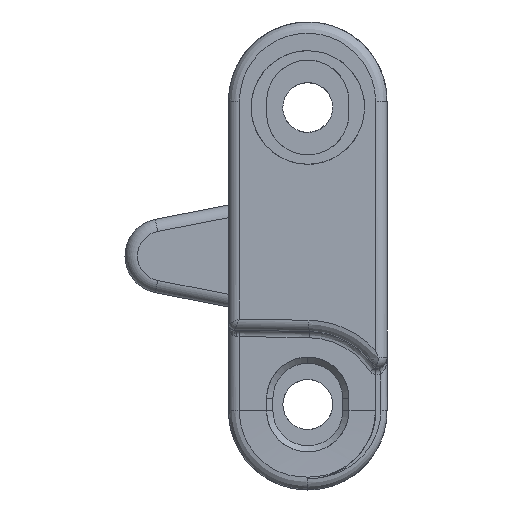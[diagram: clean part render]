
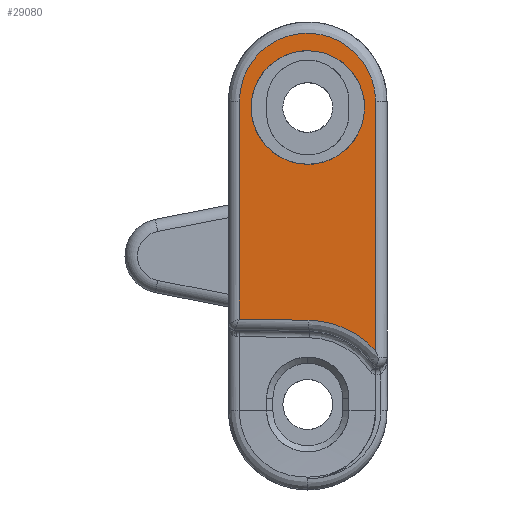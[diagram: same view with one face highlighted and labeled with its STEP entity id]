
A CAD part, left-side view. The second image highlights one B-rep face of the part: STEP entity #29080.
In plain terms, the highlighted planar face has unit normal (-0.999, 0.035, 0).
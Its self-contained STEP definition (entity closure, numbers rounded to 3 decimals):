
#629 = CARTESIAN_POINT ( 'NONE',  ( -56.737, -0.869, 23.3 ) ) ;
#1063 = CARTESIAN_POINT ( 'NONE',  ( -56.928, -6.35, 16.45 ) ) ;
#1199 = CARTESIAN_POINT ( 'NONE',  ( -57.117, -11.769, 12.4 ) ) ;
#1637 = LINE ( 'NONE', #34657, #36455 ) ;
#1980 = CARTESIAN_POINT ( 'NONE',  ( -57.117, -11.769, -7.568 ) ) ;
#2611 = EDGE_CURVE ( 'NONE', #35451, #10464, #34313, .T. ) ;
#2864 = ORIENTED_EDGE ( 'NONE', *, *, #8037, .T. ) ;
#2870 = CARTESIAN_POINT ( 'NONE',  ( -57.117, -11.769, -7.568 ) ) ;
#2960 = ORIENTED_EDGE ( 'NONE', *, *, #23516, .F. ) ;
#3664 = CARTESIAN_POINT ( 'NONE',  ( -57.15, -12.7, 21. ) ) ;
#4113 = LINE ( 'NONE', #30990, #34328 ) ;
#5303 = CARTESIAN_POINT ( 'NONE',  ( -56.928, -6.35, 16.45 ) ) ;
#7002 = PLANE ( 'NONE',  #33621 ) ;
#7121 = CARTESIAN_POINT ( 'NONE',  ( -56.737, -0.869, 12.4 ) ) ;
#8037 = EDGE_CURVE ( 'NONE', #13593, #13497, #26002, .T. ) ;
#9582 = FACE_BOUND ( 'NONE', #13262, .T. ) ;
#10464 = VERTEX_POINT ( 'NONE', #37508 ) ;
#10491 = CARTESIAN_POINT ( 'NONE',  ( -57.069, -10.385, -6.04 ) ) ;
#11604 = CARTESIAN_POINT ( 'NONE',  ( -57.246, -15.45, 7.35 ) ) ;
#11985 = EDGE_CURVE ( 'NONE', #32380, #21822, #32402, .T. ) ;
#12732 = DIRECTION ( 'NONE',  ( -0.035, -0.999, 0. ) ) ;
#13244 = CARTESIAN_POINT ( 'NONE',  ( -56.737, -0.869, -5.054 ) ) ;
#13254 = CARTESIAN_POINT ( 'NONE',  ( -57.117, -11.769, 12.4 ) ) ;
#13262 = EDGE_LOOP ( 'NONE', ( #2864, #35633 ) ) ;
#13497 = VERTEX_POINT ( 'NONE', #1063 ) ;
#13593 = VERTEX_POINT ( 'NONE', #23182 ) ;
#14753 = CARTESIAN_POINT ( 'NONE',  ( -56.928, -6.35, 7.35 ) ) ;
#17389 = DIRECTION ( 'NONE',  ( 0., 0., -1. ) ) ;
#18478 = DIRECTION ( 'NONE',  ( -0.999, 0.035, 0. ) ) ;
#18883 = ORIENTED_EDGE ( 'NONE', *, *, #31544, .F. ) ;
#19595 = CARTESIAN_POINT ( 'NONE',  ( -57.004, -8.508, -5.187 ) ) ;
#20351 = CARTESIAN_POINT ( 'NONE',  ( -56.61, 2.75, 16.45 ) ) ;
#20382 = CARTESIAN_POINT ( 'NONE',  ( -56.932, -6.447, -5.151 ) ) ;
#21097 = CARTESIAN_POINT ( 'NONE',  ( -57.246, -15.45, 16.45 ) ) ;
#21250 = VECTOR ( 'NONE', #17389, 1000. ) ;
#21528 = DIRECTION ( 'NONE',  ( 0.035, 0.999, 0.017 ) ) ;
#21822 = VERTEX_POINT ( 'NONE', #13244 ) ;
#22044 = ORIENTED_EDGE ( 'NONE', *, *, #30760, .F. ) ;
#22429 = EDGE_LOOP ( 'NONE', ( #28615, #22044, #38052, #2960, #18883 ) ) ;
#23182 = CARTESIAN_POINT ( 'NONE',  ( -56.928, -6.35, 7.35 ) ) ;
#23516 = EDGE_CURVE ( 'NONE', #31550, #35451, #1637, .T. ) ;
#23619 =( BOUNDED_CURVE ( )  B_SPLINE_CURVE ( 3, ( #7121, #629, #28277, #1199 ),
 .UNSPECIFIED., .F., .T. ) 
 B_SPLINE_CURVE_WITH_KNOTS ( ( 4, 4 ),
 ( 0., 3.142 ),
 .UNSPECIFIED. ) 
 CURVE ( )  GEOMETRIC_REPRESENTATION_ITEM ( )  RATIONAL_B_SPLINE_CURVE ( ( 1., 0.333, 0.333, 1. ) ) 
 REPRESENTATION_ITEM ( '' )  );
#25228 =( BOUNDED_CURVE ( )  B_SPLINE_CURVE ( 3, ( #36102, #21097, #11604, #14753 ),
 .UNSPECIFIED., .F., .T. ) 
 B_SPLINE_CURVE_WITH_KNOTS ( ( 4, 4 ),
 ( 1.571, 4.712 ),
 .UNSPECIFIED. ) 
 CURVE ( )  GEOMETRIC_REPRESENTATION_ITEM ( )  RATIONAL_B_SPLINE_CURVE ( ( 1., 0.333, 0.333, 1. ) ) 
 REPRESENTATION_ITEM ( '' )  );
#26002 =( BOUNDED_CURVE ( )  B_SPLINE_CURVE ( 3, ( #32574, #35362, #20351, #5303 ),
 .UNSPECIFIED., .F., .T. ) 
 B_SPLINE_CURVE_WITH_KNOTS ( ( 4, 4 ),
 ( 4.712, 7.854 ),
 .UNSPECIFIED. ) 
 CURVE ( )  GEOMETRIC_REPRESENTATION_ITEM ( )  RATIONAL_B_SPLINE_CURVE ( ( 1., 0.333, 0.333, 1. ) ) 
 REPRESENTATION_ITEM ( '' )  );
#26833 = CARTESIAN_POINT ( 'NONE',  ( -56.737, -0.869, 18.8 ) ) ;
#28277 = CARTESIAN_POINT ( 'NONE',  ( -57.117, -11.769, 23.3 ) ) ;
#28615 = ORIENTED_EDGE ( 'NONE', *, *, #11985, .T. ) ;
#29080 = ADVANCED_FACE ( 'NONE', ( #36661, #9582 ), #7002, .T. ) ;
#30760 = EDGE_CURVE ( 'NONE', #10464, #21822, #4113, .T. ) ;
#30990 = CARTESIAN_POINT ( 'NONE',  ( -57.134, -12.242, -5.252 ) ) ;
#31544 = EDGE_CURVE ( 'NONE', #32380, #31550, #23619, .T. ) ;
#31550 = VERTEX_POINT ( 'NONE', #13254 ) ;
#32380 = VERTEX_POINT ( 'NONE', #34158 ) ;
#32402 = LINE ( 'NONE', #26833, #21250 ) ;
#32574 = CARTESIAN_POINT ( 'NONE',  ( -56.928, -6.35, 7.35 ) ) ;
#33371 = EDGE_CURVE ( 'NONE', #13497, #13593, #25228, .T. ) ;
#33621 = AXIS2_PLACEMENT_3D ( 'NONE', #3664, #18478, #12732 ) ;
#34158 = CARTESIAN_POINT ( 'NONE',  ( -56.737, -0.869, 12.4 ) ) ;
#34313 =( BOUNDED_CURVE ( )  B_SPLINE_CURVE ( 3, ( #1980, #10491, #19595, #20382 ),
 .UNSPECIFIED., .F., .T. ) 
 B_SPLINE_CURVE_WITH_KNOTS ( ( 4, 4 ),
 ( 3.877, 4.695 ),
 .UNSPECIFIED. ) 
 CURVE ( )  GEOMETRIC_REPRESENTATION_ITEM ( )  RATIONAL_B_SPLINE_CURVE ( ( 1., 0.945, 0.945, 1. ) ) 
 REPRESENTATION_ITEM ( '' )  );
#34328 = VECTOR ( 'NONE', #21528, 1000. ) ;
#34657 = CARTESIAN_POINT ( 'NONE',  ( -57.117, -11.769, 18.8 ) ) ;
#35362 = CARTESIAN_POINT ( 'NONE',  ( -56.61, 2.75, 7.35 ) ) ;
#35451 = VERTEX_POINT ( 'NONE', #2870 ) ;
#35633 = ORIENTED_EDGE ( 'NONE', *, *, #33371, .T. ) ;
#36102 = CARTESIAN_POINT ( 'NONE',  ( -56.928, -6.35, 16.45 ) ) ;
#36455 = VECTOR ( 'NONE', #38177, 1000. ) ;
#36661 = FACE_OUTER_BOUND ( 'NONE', #22429, .T. ) ;
#37508 = CARTESIAN_POINT ( 'NONE',  ( -56.932, -6.447, -5.151 ) ) ;
#38052 = ORIENTED_EDGE ( 'NONE', *, *, #2611, .F. ) ;
#38177 = DIRECTION ( 'NONE',  ( 0., 0., -1. ) ) ;
